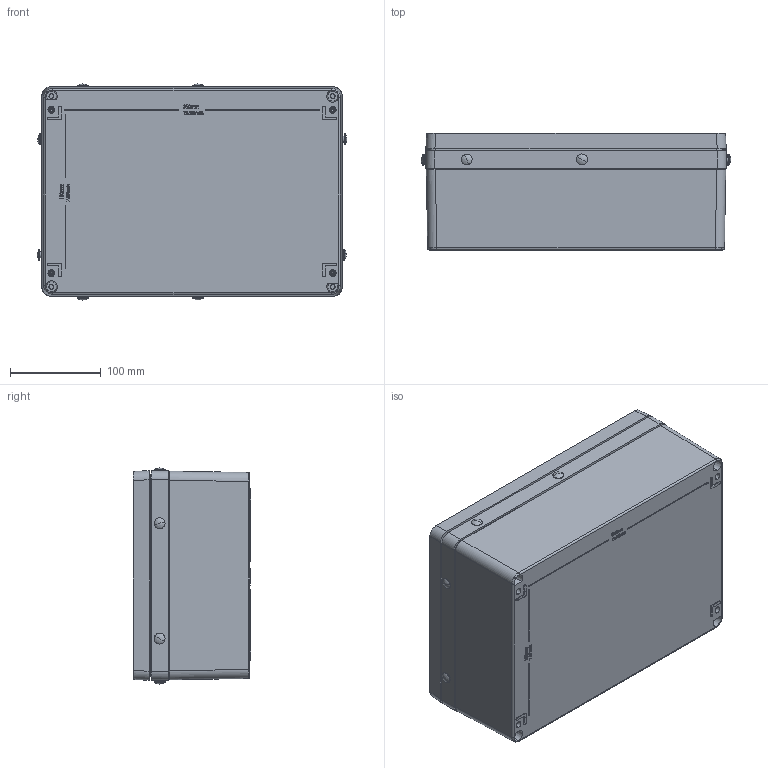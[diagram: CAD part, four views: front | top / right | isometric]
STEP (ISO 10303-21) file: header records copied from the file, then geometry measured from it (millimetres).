
FILE_DESCRIPTION (( 'STEP AP214' ), '1' );
FILE_NAME ('13121500.STEP', '2016-04-01T06:56:50', ( 'Macha' ), ( 'Hewlett-Packard Company' ), 'SwSTEP 2.0', 'SolidWorks 2015', '' );
FILE_SCHEMA (( 'AUTOMOTIVE_DESIGN' ));
Length unit declared in the file: millimetre
Products named in the file (7): 94411; 93117; 93038; 08962_Bearbeitung Zeichn. 13-2-089570-01-0; 08762_Bearbeitung Griff; 01062_Bearbeitung nach Zeichng. 01-2-010620-01-0; 13121500
Assembly tree (16 placements, depth 2):
  13121500
    01062_Bearbeitung nach Zeichng. 01-2-010620-01-0
    08762_Bearbeitung Griff
    08962_Bearbeitung Zeichn. 13-2-089570-01-0
    93038  x4
    93117
    94411  x8
Bounding box: 341.19 x 129.6 x 238.15 mm (x, y, z)
Volume: 1398699 mm3; surface area: 576558.4 mm2
Topology: 17 solids, 17 shells, 1637 faces, 4000 edges, 2534 vertices
Faces by surface type: plane 686, bspline 329, cylinder 289, cone 267, torus 46, sphere 20
Entity records: 63190 total; most frequent: CARTESIAN_POINT 30329, ORIENTED_EDGE 7236, DIRECTION 5616, EDGE_CURVE 3618, VERTEX_POINT 2316, AXIS2_PLACEMENT_3D 1902, LINE 1812, VECTOR 1812
